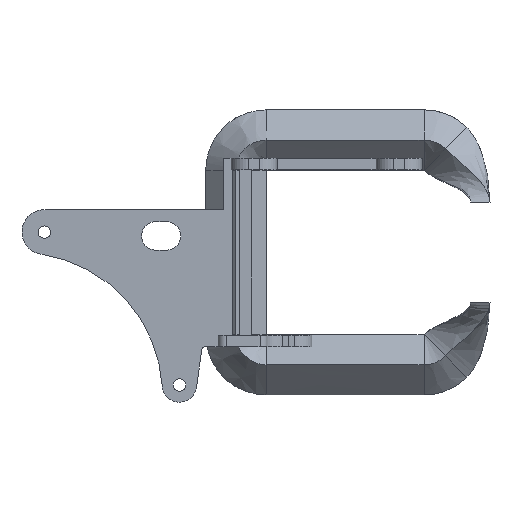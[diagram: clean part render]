
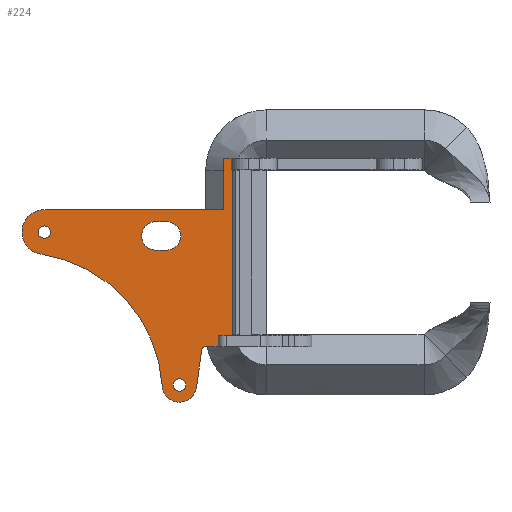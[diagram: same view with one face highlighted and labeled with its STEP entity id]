
A CAD part, left-side view. The second image highlights one B-rep face of the part: STEP entity #224.
In plain terms, the highlighted planar face has unit normal (-1, 0, 0).
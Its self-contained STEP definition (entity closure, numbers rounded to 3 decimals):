
#224=ADVANCED_FACE('',(#2143,#2145,#2147,#2149),#2151,.T.);
#2143=FACE_BOUND('',#2144,.T.);
#2144=EDGE_LOOP('',(#6868,#6869,#6870,#6871,#6872,#6873,#6874,#6875,#6876,#6877,
#6878,#6879,#6880,#6881,#6882,#6883));
#2145=FACE_BOUND('',#2146,.T.);
#2146=EDGE_LOOP('',(#6884));
#2147=FACE_BOUND('',#2148,.T.);
#2148=EDGE_LOOP('',(#6885));
#2149=FACE_BOUND('',#2150,.T.);
#2150=EDGE_LOOP('',(#6886,#6887,#6888,#6889));
#2151=PLANE('',#2152);
#2152=AXIS2_PLACEMENT_3D('',#2153,#2154,#2155);
#2153=CARTESIAN_POINT('',(18.428,0.,0.));
#2154=DIRECTION('',(-1.,0.,0.));
#2155=DIRECTION('',(0.,0.,1.));
#6868=ORIENTED_EDGE('',*,*,#7846,.T.);
#6869=ORIENTED_EDGE('',*,*,#7926,.T.);
#6870=ORIENTED_EDGE('',*,*,#7928,.T.);
#6871=ORIENTED_EDGE('',*,*,#7929,.T.);
#6872=ORIENTED_EDGE('',*,*,#7930,.T.);
#6873=ORIENTED_EDGE('',*,*,#7931,.T.);
#6874=ORIENTED_EDGE('',*,*,#7932,.T.);
#6875=ORIENTED_EDGE('',*,*,#7933,.T.);
#6876=ORIENTED_EDGE('',*,*,#7934,.T.);
#6877=ORIENTED_EDGE('',*,*,#7935,.T.);
#6878=ORIENTED_EDGE('',*,*,#7936,.T.);
#6879=ORIENTED_EDGE('',*,*,#7937,.T.);
#6880=ORIENTED_EDGE('',*,*,#7874,.T.);
#6881=ORIENTED_EDGE('',*,*,#7938,.T.);
#6882=ORIENTED_EDGE('',*,*,#7939,.T.);
#6883=ORIENTED_EDGE('',*,*,#7940,.T.);
#6884=ORIENTED_EDGE('',*,*,#7941,.T.);
#6885=ORIENTED_EDGE('',*,*,#7942,.T.);
#6886=ORIENTED_EDGE('',*,*,#7943,.T.);
#6887=ORIENTED_EDGE('',*,*,#7944,.T.);
#6888=ORIENTED_EDGE('',*,*,#7945,.T.);
#6889=ORIENTED_EDGE('',*,*,#7946,.T.);
#7846=EDGE_CURVE('',#8413,#8411,#8414,.T.);
#7874=EDGE_CURVE('',#8465,#8463,#8466,.T.);
#7926=EDGE_CURVE('',#8411,#8556,#8557,.T.);
#7928=EDGE_CURVE('',#8556,#8559,#8560,.T.);
#7929=EDGE_CURVE('',#8559,#8561,#8562,.T.);
#7930=EDGE_CURVE('',#8561,#8563,#8564,.T.);
#7931=EDGE_CURVE('',#8563,#8565,#8566,.T.);
#7932=EDGE_CURVE('',#8565,#8567,#8568,.T.);
#7933=EDGE_CURVE('',#8567,#8569,#8570,.T.);
#7934=EDGE_CURVE('',#8569,#8571,#8572,.T.);
#7935=EDGE_CURVE('',#8571,#8573,#8574,.T.);
#7936=EDGE_CURVE('',#8573,#8575,#8576,.T.);
#7937=EDGE_CURVE('',#8575,#8465,#8577,.T.);
#7938=EDGE_CURVE('',#8463,#8578,#8579,.T.);
#7939=EDGE_CURVE('',#8578,#8580,#8581,.T.);
#7940=EDGE_CURVE('',#8580,#8413,#8582,.T.);
#7941=EDGE_CURVE('',#8583,#8583,#8584,.F.);
#7942=EDGE_CURVE('',#8585,#8585,#8586,.F.);
#7943=EDGE_CURVE('',#8587,#8588,#8589,.F.);
#7944=EDGE_CURVE('',#8588,#8590,#8591,.F.);
#7945=EDGE_CURVE('',#8590,#8592,#8593,.F.);
#7946=EDGE_CURVE('',#8592,#8587,#8594,.F.);
#8411=VERTEX_POINT('',#9415);
#8413=VERTEX_POINT('',#9419);
#8414=LINE('',#9420,#9421);
#8463=VERTEX_POINT('',#9698);
#8465=VERTEX_POINT('',#9706);
#8466=LINE('',#9707,#9708);
#8556=VERTEX_POINT('',#9956);
#8557=LINE('',#9957,#9958);
#8559=VERTEX_POINT('',#9963);
#8560=LINE('',#9964,#9965);
#8561=VERTEX_POINT('',#9967);
#8562=LINE('',#9968,#9969);
#8563=VERTEX_POINT('',#9971);
#8564=LINE('',#9972,#9973);
#8565=VERTEX_POINT('',#9975);
#8566=CIRCLE('',#9976,6.304);
#8567=VERTEX_POINT('',#9980);
#8568=CIRCLE('',#9981,39.997);
#8569=VERTEX_POINT('',#9985);
#8570=CIRCLE('',#9986,4.85);
#8571=VERTEX_POINT('',#9990);
#8572=LINE('',#9991,#9992);
#8573=VERTEX_POINT('',#9994);
#8574=CIRCLE('',#9995,1.);
#8575=VERTEX_POINT('',#9999);
#8576=LINE('',#10000,#10001);
#8577=LINE('',#10003,#10004);
#8578=VERTEX_POINT('',#10006);
#8579=B_SPLINE_CURVE_WITH_KNOTS('',3,
(#10007,#10008,#10009,#10010,#10011,#10012,#10013,#10014),
.UNSPECIFIED.,.F.,.F.,
(4,1,1,1,1,4),
(0.,0.25,0.5,0.5,0.75,1.),
.UNSPECIFIED.);
#8580=VERTEX_POINT('',#10015);
#8581=LINE('',#10016,#10017);
#8582=B_SPLINE_CURVE_WITH_KNOTS('',3,
(#10019,#10020,#10021,#10022,#10023,#10024,#10025),
.UNSPECIFIED.,.F.,.F.,
(4,1,1,1,4),
(0.,0.25,0.5,0.583,1.),
.UNSPECIFIED.);
#8583=VERTEX_POINT('',#10026);
#8584=CIRCLE('',#10027,1.75);
#8585=VERTEX_POINT('',#10031);
#8586=CIRCLE('',#10032,1.75);
#8587=VERTEX_POINT('',#10036);
#8588=VERTEX_POINT('',#10037);
#8589=CIRCLE('',#10038,4.);
#8590=VERTEX_POINT('',#10042);
#8591=LINE('',#10043,#10044);
#8592=VERTEX_POINT('',#10046);
#8593=CIRCLE('',#10047,4.);
#8594=LINE('',#10051,#10052);
#9415=CARTESIAN_POINT('',(18.428,48.797,-20.54));
#9419=CARTESIAN_POINT('',(18.428,48.416,-20.54));
#9420=CARTESIAN_POINT('',(18.428,48.416,-20.54));
#9421=VECTOR('',#9422,1.);
#9422=DIRECTION('',(0.,1.,0.));
#9698=CARTESIAN_POINT('',(18.428,48.416,-67.14));
#9706=CARTESIAN_POINT('',(18.428,52.398,-67.14));
#9707=CARTESIAN_POINT('',(18.428,52.398,-67.14));
#9708=VECTOR('',#9709,1.);
#9709=DIRECTION('',(0.,-1.,0.));
#9956=CARTESIAN_POINT('',(18.428,48.797,-17.34));
#9957=CARTESIAN_POINT('',(18.428,48.797,-20.54));
#9958=VECTOR('',#9959,1.);
#9959=DIRECTION('',(0.,0.,1.));
#9963=CARTESIAN_POINT('',(18.428,50.919,-17.34));
#9964=CARTESIAN_POINT('',(18.428,48.797,-17.34));
#9965=VECTOR('',#9966,1.);
#9966=DIRECTION('',(0.,1.,0.));
#9967=CARTESIAN_POINT('',(18.428,50.919,-31.84));
#9968=CARTESIAN_POINT('',(18.428,50.919,-17.34));
#9969=VECTOR('',#9970,1.);
#9970=DIRECTION('',(0.,0.,-1.));
#9971=CARTESIAN_POINT('',(18.428,101.061,-31.84));
#9972=CARTESIAN_POINT('',(18.428,50.919,-31.84));
#9973=VECTOR('',#9974,1.);
#9974=DIRECTION('',(0.,1.,0.));
#9975=CARTESIAN_POINT('',(18.428,101.906,-44.415));
#9976=AXIS2_PLACEMENT_3D('',#9977,#9978,#9979);
#9977=CARTESIAN_POINT('',(18.428,101.298,-38.14));
#9978=DIRECTION('',(-1.,0.,0.));
#9979=DIRECTION('',(0.,-0.038,0.999));
#9980=CARTESIAN_POINT('',(18.428,68.116,-81.694));
#9981=AXIS2_PLACEMENT_3D('',#9982,#9983,#9984);
#9982=CARTESIAN_POINT('',(18.428,108.051,-83.938));
#9983=DIRECTION('',(1.,0.,0.));
#9984=DIRECTION('',(0.,-0.154,0.988));
#9985=CARTESIAN_POINT('',(18.428,58.494,-81.809));
#9986=AXIS2_PLACEMENT_3D('',#9987,#9988,#9989);
#9987=CARTESIAN_POINT('',(18.428,63.298,-81.14));
#9988=DIRECTION('',(-1.,0.,0.));
#9989=DIRECTION('',(0.,0.993,-0.114));
#9990=CARTESIAN_POINT('',(18.428,57.018,-71.202));
#9991=CARTESIAN_POINT('',(18.428,58.494,-81.809));
#9992=VECTOR('',#9993,1.);
#9993=DIRECTION('',(0.,-0.138,0.99));
#9994=CARTESIAN_POINT('',(18.428,56.028,-70.34));
#9995=AXIS2_PLACEMENT_3D('',#9996,#9997,#9998);
#9996=CARTESIAN_POINT('',(18.428,56.028,-71.34));
#9997=DIRECTION('',(1.,0.,0.));
#9998=DIRECTION('',(0.,0.99,0.138));
#9999=CARTESIAN_POINT('',(18.428,52.398,-70.34));
#10000=CARTESIAN_POINT('',(18.428,56.028,-70.34));
#10001=VECTOR('',#10002,1.);
#10002=DIRECTION('',(0.,-1.,0.));
#10003=CARTESIAN_POINT('',(18.428,52.398,-70.34));
#10004=VECTOR('',#10005,1.);
#10005=DIRECTION('',(0.,0.,1.));
#10006=CARTESIAN_POINT('',(18.428,48.419,-66.94));
#10007=CARTESIAN_POINT('',(18.428,48.416,-67.14));
#10008=CARTESIAN_POINT('',(18.428,48.417,-67.123));
#10009=CARTESIAN_POINT('',(18.428,48.417,-67.09));
#10010=CARTESIAN_POINT('',(18.428,48.418,-67.057));
#10011=CARTESIAN_POINT('',(18.428,48.418,-67.023));
#10012=CARTESIAN_POINT('',(18.428,48.419,-66.99));
#10013=CARTESIAN_POINT('',(18.428,48.419,-66.957));
#10014=CARTESIAN_POINT('',(18.428,48.419,-66.94));
#10015=CARTESIAN_POINT('',(18.428,48.419,-20.74));
#10016=CARTESIAN_POINT('',(18.428,48.419,-66.94));
#10017=VECTOR('',#10018,1.);
#10018=DIRECTION('',(0.,0.,1.));
#10019=CARTESIAN_POINT('',(18.428,48.419,-20.74));
#10020=CARTESIAN_POINT('',(18.428,48.419,-20.723));
#10021=CARTESIAN_POINT('',(18.428,48.419,-20.69));
#10022=CARTESIAN_POINT('',(18.428,48.418,-20.651));
#10023=CARTESIAN_POINT('',(18.428,48.418,-20.601));
#10024=CARTESIAN_POINT('',(18.428,48.417,-20.568));
#10025=CARTESIAN_POINT('',(18.428,48.416,-20.54));
#10026=CARTESIAN_POINT('',(18.428,63.298,-79.39));
#10027=AXIS2_PLACEMENT_3D('',#10028,#10029,#10030);
#10028=CARTESIAN_POINT('',(18.428,63.298,-81.14));
#10029=DIRECTION('',(-1.,0.,0.));
#10030=DIRECTION('',(0.,0.,1.));
#10031=CARTESIAN_POINT('',(18.428,101.298,-36.39));
#10032=AXIS2_PLACEMENT_3D('',#10033,#10034,#10035);
#10033=CARTESIAN_POINT('',(18.428,101.298,-38.14));
#10034=DIRECTION('',(-1.,0.,0.));
#10035=DIRECTION('',(0.,0.,1.));
#10036=CARTESIAN_POINT('',(18.428,69.952,-43.218));
#10037=CARTESIAN_POINT('',(18.428,69.952,-35.218));
#10038=AXIS2_PLACEMENT_3D('',#10039,#10040,#10041);
#10039=CARTESIAN_POINT('',(18.428,69.952,-39.218));
#10040=DIRECTION('',(-1.,0.,0.));
#10041=DIRECTION('',(0.,0.,1.));
#10042=CARTESIAN_POINT('',(18.428,66.952,-35.218));
#10043=CARTESIAN_POINT('',(18.428,66.952,-35.218));
#10044=VECTOR('',#10045,1.);
#10045=DIRECTION('',(0.,1.,0.));
#10046=CARTESIAN_POINT('',(18.428,66.952,-43.218));
#10047=AXIS2_PLACEMENT_3D('',#10048,#10049,#10050);
#10048=CARTESIAN_POINT('',(18.428,66.952,-39.218));
#10049=DIRECTION('',(-1.,0.,0.));
#10050=DIRECTION('',(0.,0.,-1.));
#10051=CARTESIAN_POINT('',(18.428,69.952,-43.218));
#10052=VECTOR('',#10053,1.);
#10053=DIRECTION('',(0.,-1.,0.));
